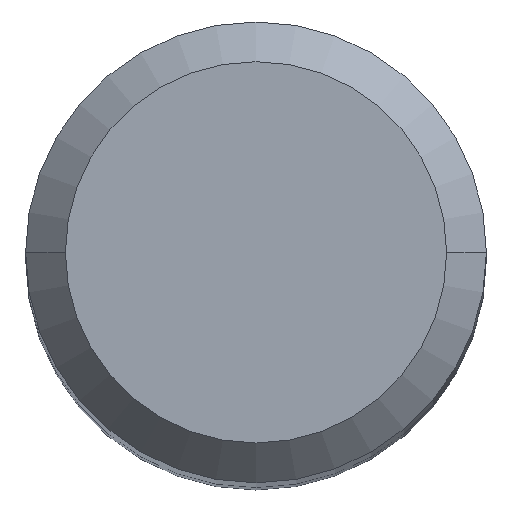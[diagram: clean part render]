
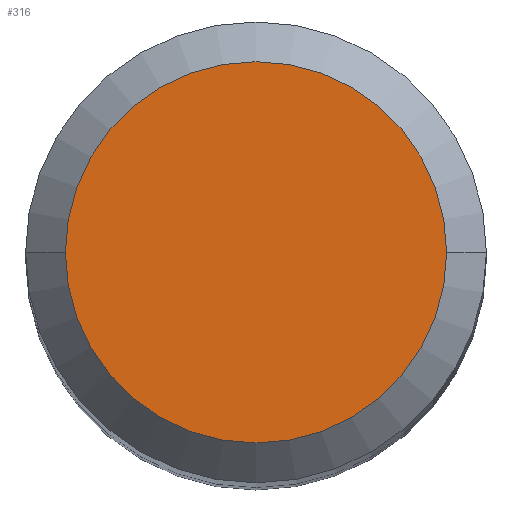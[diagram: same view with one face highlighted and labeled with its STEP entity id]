
A CAD part, top view. The second image highlights one B-rep face of the part: STEP entity #316.
In plain terms, the highlighted planar face has unit normal (0, 0, 1).
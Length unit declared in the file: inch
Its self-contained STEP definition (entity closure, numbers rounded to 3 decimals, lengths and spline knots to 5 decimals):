
#21 = DIRECTION ( 'NONE',  ( 0., 0., 1. ) ) ;
#23 = AXIS2_PLACEMENT_3D ( 'NONE', #135, #194, #285 ) ;
#41 = ORIENTED_EDGE ( 'NONE', *, *, #111, .T. ) ;
#53 = CARTESIAN_POINT ( 'NONE',  ( -0.14985, 0., 0. ) ) ;
#58 = CARTESIAN_POINT ( 'NONE',  ( 0., 0., 0. ) ) ;
#63 = AXIS2_PLACEMENT_3D ( 'NONE', #58, #266, #86 ) ;
#86 = DIRECTION ( 'NONE',  ( -1., 0., 0. ) ) ;
#88 = EDGE_CURVE ( 'NONE', #190, #267, #290, .T. ) ;
#111 = EDGE_CURVE ( 'NONE', #267, #190, #173, .T. ) ;
#135 = CARTESIAN_POINT ( 'NONE',  ( 0., 0., 0. ) ) ;
#144 = FACE_OUTER_BOUND ( 'NONE', #253, .T. ) ;
#160 = ORIENTED_EDGE ( 'NONE', *, *, #88, .T. ) ;
#173 = CIRCLE ( 'NONE', #23, 0.14985 ) ;
#190 = VERTEX_POINT ( 'NONE', #53 ) ;
#194 = DIRECTION ( 'NONE',  ( 0., 0., 1. ) ) ;
#221 = CARTESIAN_POINT ( 'NONE',  ( 0., 0., 0. ) ) ;
#253 = EDGE_LOOP ( 'NONE', ( #160, #41 ) ) ;
#263 = CARTESIAN_POINT ( 'NONE',  ( 0.14985, 0., 0. ) ) ;
#266 = DIRECTION ( 'NONE',  ( 0., 0., -1. ) ) ;
#267 = VERTEX_POINT ( 'NONE', #263 ) ;
#269 = PLANE ( 'NONE',  #63 ) ;
#285 = DIRECTION ( 'NONE',  ( 1., 0., 0. ) ) ;
#290 = CIRCLE ( 'NONE', #341, 0.14985 ) ;
#316 = ADVANCED_FACE ( 'NONE', ( #144 ), #269, .F. ) ;
#341 = AXIS2_PLACEMENT_3D ( 'NONE', #221, #21, #382 ) ;
#382 = DIRECTION ( 'NONE',  ( 1., 0., 0. ) ) ;
